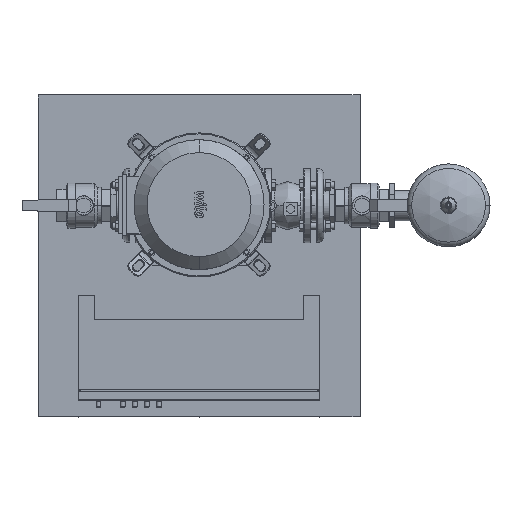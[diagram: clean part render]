
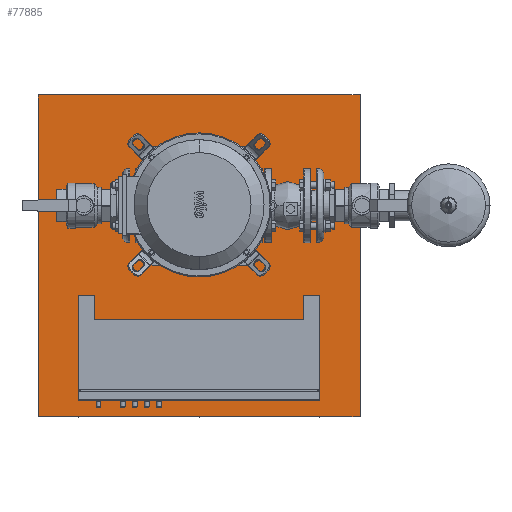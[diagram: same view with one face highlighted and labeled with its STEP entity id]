
A CAD part, top view. The second image highlights one B-rep face of the part: STEP entity #77885.
In plain terms, the highlighted planar face has unit normal (0, 0, 1).
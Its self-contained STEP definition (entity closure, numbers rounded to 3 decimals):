
#77846=CARTESIAN_POINT('',(-400.0,-125.,125.0));
#77847=DIRECTION('',(0.0,0.0,1.0));
#77848=DIRECTION('',(0.0,-1.0,0.0));
#77849=AXIS2_PLACEMENT_3D('',#77846,#77847,#77848);
#77850=PLANE('',#77849);
#77851=CARTESIAN_POINT('',(400.0,-525.0,125.));
#77852=VERTEX_POINT('',#77851);
#77853=CARTESIAN_POINT('',(400.0,275.0,125.));
#77854=VERTEX_POINT('',#77853);
#77855=CARTESIAN_POINT('',(400.0,-525.0,125.));
#77856=DIRECTION('',(0.0,1.0,0.0));
#77857=VECTOR('',#77856,800.0);
#77858=LINE('',#77855,#77857);
#77859=EDGE_CURVE('',#77852,#77854,#77858,.T.);
#77860=ORIENTED_EDGE('',*,*,#77859,.T.);
#77861=CARTESIAN_POINT('',(-400.0,275.0,125.));
#77862=VERTEX_POINT('',#77861);
#77863=CARTESIAN_POINT('',(-400.0,275.0,125.));
#77864=DIRECTION('',(1.0,0.0,0.0));
#77865=VECTOR('',#77864,800.0);
#77866=LINE('',#77863,#77865);
#77867=EDGE_CURVE('',#77862,#77854,#77866,.T.);
#77868=ORIENTED_EDGE('',*,*,#77867,.F.);
#77869=CARTESIAN_POINT('',(-400.0,-525.0,125.));
#77870=VERTEX_POINT('',#77869);
#77871=CARTESIAN_POINT('',(-400.0,275.0,125.));
#77872=DIRECTION('',(0.0,-1.0,0.0));
#77873=VECTOR('',#77872,800.0);
#77874=LINE('',#77871,#77873);
#77875=EDGE_CURVE('',#77862,#77870,#77874,.T.);
#77876=ORIENTED_EDGE('',*,*,#77875,.T.);
#77877=CARTESIAN_POINT('',(-400.0,-525.0,125.));
#77878=DIRECTION('',(1.0,0.0,0.0));
#77879=VECTOR('',#77878,800.0);
#77880=LINE('',#77877,#77879);
#77881=EDGE_CURVE('',#77870,#77852,#77880,.T.);
#77882=ORIENTED_EDGE('',*,*,#77881,.T.);
#77883=EDGE_LOOP('',(#77860,#77868,#77876,#77882));
#77884=FACE_OUTER_BOUND('',#77883,.T.);
#77885=ADVANCED_FACE('',(#77884),#77850,.T.);
